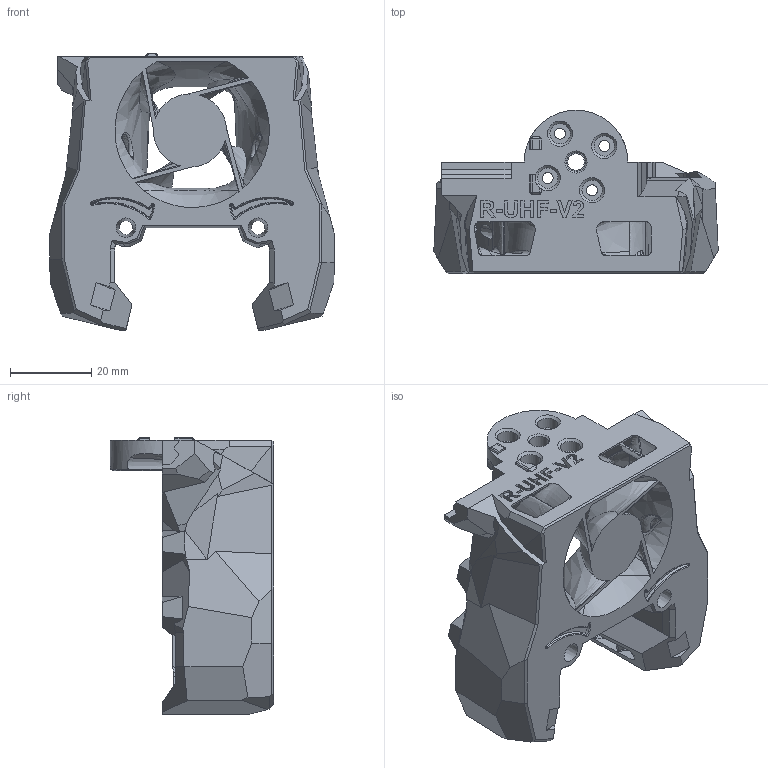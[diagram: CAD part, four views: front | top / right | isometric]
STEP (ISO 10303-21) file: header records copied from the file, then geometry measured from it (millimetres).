
FILE_DESCRIPTION(('HOOPS Exchange Step'),'2;1');
FILE_NAME('temp_export','2025-02-22T11:14:47+08:00',('junyu'),('Shapr3D Limited'),'HOOPS Exchange 2024.8','Shapr3D','Authorized');
FILE_SCHEMA( ('AP242_MANAGED_MODEL_BASED_3D_ENGINEERING_MIM_LF {1 0 10303 442 1 1 4}') );
Length unit declared in the file: millimetre
Products named in the file (1): root
Bounding box: 70 x 40.15 x 68.03 mm (x, y, z)
Volume: 46216.5 mm3; surface area: 26680.8 mm2
Topology: 1 solids, 1 shells, 771 faces, 2337 edges, 1517 vertices
Faces by surface type: plane 348, bspline 287, cylinder 72, cone 62, sphere 2
Full cylindrical faces by diameter (mm): 2.7 x4, 3.4 x2, 4.11 x1, 4.6 x2, 4.65 x1, 4.7 x2, 5 x4
Entity records: 57825 total; most frequent: CARTESIAN_POINT 39845, ORIENTED_EDGE 4546, DIRECTION 2442, EDGE_CURVE 2273, VERTEX_POINT 1516, VECTOR 1034, LINE 1034, B_SPLINE_CURVE_WITH_KNOTS 1000
